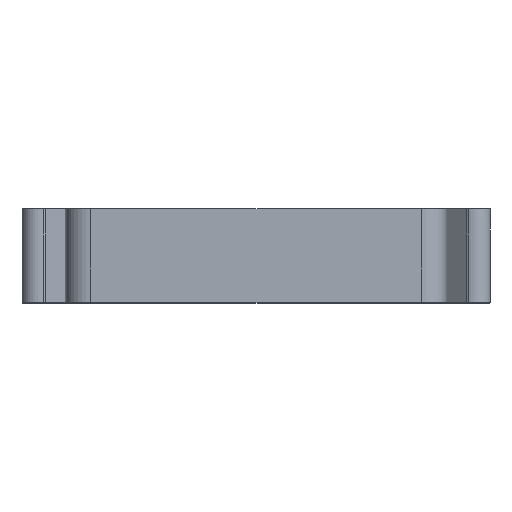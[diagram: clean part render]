
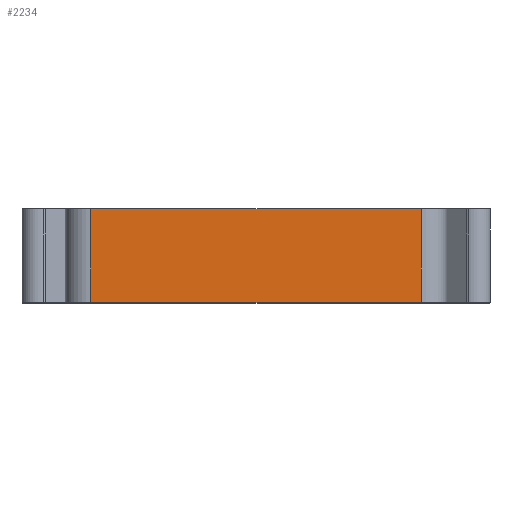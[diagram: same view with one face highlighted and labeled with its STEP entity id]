
A CAD part, top view. The second image highlights one B-rep face of the part: STEP entity #2234.
In plain terms, the highlighted planar face has unit normal (0, 0, 1).
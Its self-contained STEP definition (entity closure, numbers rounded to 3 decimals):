
#60=PLANE('',#2448);
#136=FACE_OUTER_BOUND('',#266,.T.);
#266=EDGE_LOOP('',(#1731,#1732,#1733,#1734));
#356=LINE('',#3325,#568);
#461=LINE('',#3659,#673);
#462=LINE('',#3663,#674);
#463=LINE('',#3664,#675);
#568=VECTOR('',#2630,10.);
#673=VECTOR('',#2931,10.);
#674=VECTOR('',#2936,10.);
#675=VECTOR('',#2937,6.5);
#919=VERTEX_POINT('',#3322);
#920=VERTEX_POINT('',#3324);
#1051=VERTEX_POINT('',#3658);
#1052=VERTEX_POINT('',#3662);
#1147=EDGE_CURVE('',#920,#919,#356,.T.);
#1314=EDGE_CURVE('',#1051,#920,#461,.T.);
#1316=EDGE_CURVE('',#1052,#919,#462,.T.);
#1317=EDGE_CURVE('',#1051,#1052,#463,.T.);
#1731=ORIENTED_EDGE('',*,*,#1147,.T.);
#1732=ORIENTED_EDGE('',*,*,#1316,.F.);
#1733=ORIENTED_EDGE('',*,*,#1317,.F.);
#1734=ORIENTED_EDGE('',*,*,#1314,.T.);
#2234=ADVANCED_FACE('',(#136),#60,.T.);
#2448=AXIS2_PLACEMENT_3D('',#3661,#2934,#2935);
#2630=DIRECTION('',(1.,0.,0.));
#2931=DIRECTION('',(0.,-1.,0.));
#2934=DIRECTION('center_axis',(0.,0.,1.));
#2935=DIRECTION('ref_axis',(1.,0.,0.));
#2936=DIRECTION('',(0.,-1.,0.));
#2937=DIRECTION('',(1.,0.,0.));
#3322=CARTESIAN_POINT('',(28.694,5.,17.57));
#3324=CARTESIAN_POINT('',(-24.278,5.,17.57));
#3325=CARTESIAN_POINT('',(-11.035,5.,17.57));
#3658=CARTESIAN_POINT('',(-24.278,20.,17.57));
#3659=CARTESIAN_POINT('',(-24.278,0.,17.57));
#3661=CARTESIAN_POINT('Origin',(-24.278,0.,17.57));
#3662=CARTESIAN_POINT('',(28.694,20.,17.57));
#3663=CARTESIAN_POINT('',(28.694,0.,17.57));
#3664=CARTESIAN_POINT('',(-11.035,20.,17.57));
